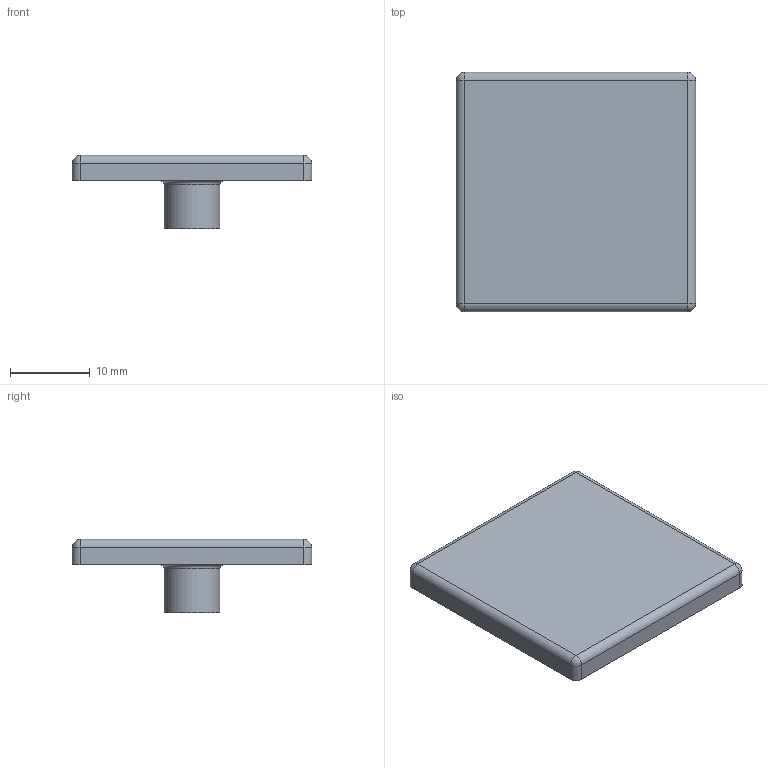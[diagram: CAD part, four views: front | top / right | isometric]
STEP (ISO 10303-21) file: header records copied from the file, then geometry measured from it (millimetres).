
FILE_DESCRIPTION(('STEP AP203'),'2;1');
FILE_NAME('18.012.00.stp','2011-09-08T18:05:19',(''),(''),'2009.3.110','THINKDESIGN','');
FILE_SCHEMA(('CONFIG_CONTROL_DESIGN'));
Length unit declared in the file: millimetre
Bounding box: 30 x 30 x 9.2 mm (x, y, z)
Volume: 2941.7 mm3; surface area: 2356.6 mm2
Topology: 1 solids, 1 shells, 23 faces, 53 edges, 30 vertices
Faces by surface type: cylinder 10, plane 8, bspline 5
Full cylindrical faces by diameter (mm): 5.5 x1, 7 x1
Entity records: 1154 total; most frequent: CARTESIAN_POINT 552, DIRECTION 112, ORIENTED_EDGE 98, EDGE_CURVE 49, AXIS2_PLACEMENT_3D 45, VERTEX_POINT 30, CIRCLE 27, EDGE_LOOP 25
